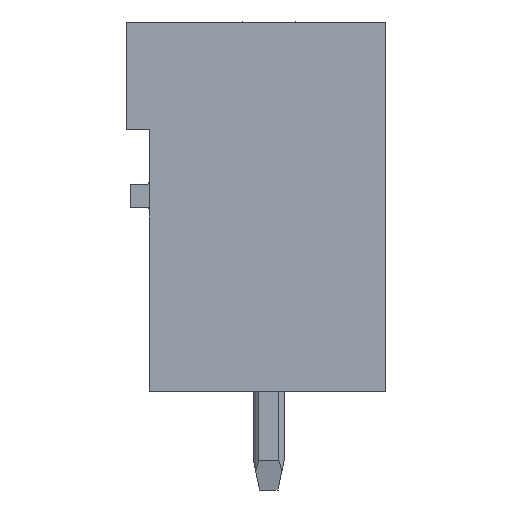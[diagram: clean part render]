
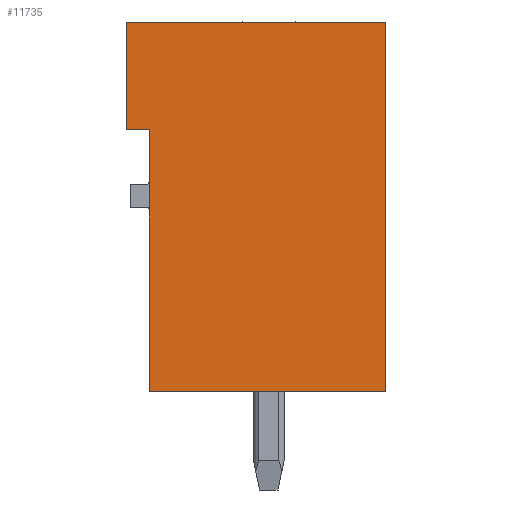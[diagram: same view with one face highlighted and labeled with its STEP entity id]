
A CAD part, left-side view. The second image highlights one B-rep face of the part: STEP entity #11735.
In plain terms, the highlighted planar face has unit normal (-1, 0, 0).
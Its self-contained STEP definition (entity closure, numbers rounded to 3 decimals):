
#11725=AXIS2_PLACEMENT_3D('Plane Axis2P3D',#11722,#11723,#11724) ;
#49=CARTESIAN_POINT('Vertex',(0.,0.,15.2)) ;
#52=CARTESIAN_POINT('Line Origine',(0.,0.,9.2)) ;
#56=CARTESIAN_POINT('Vertex',(0.,0.,3.2)) ;
#151=CARTESIAN_POINT('Vertex',(0.,8.43,15.2)) ;
#154=CARTESIAN_POINT('Line Origine',(0.,4.215,15.2)) ;
#2019=CARTESIAN_POINT('Vertex',(0.,8.43,11.7)) ;
#2022=CARTESIAN_POINT('Line Origine',(0.,8.43,13.45)) ;
#2749=CARTESIAN_POINT('Vertex',(0.,7.68,3.2)) ;
#2752=CARTESIAN_POINT('Line Origine',(0.,7.68,7.45)) ;
#2756=CARTESIAN_POINT('Vertex',(0.,7.68,11.7)) ;
#3181=CARTESIAN_POINT('Line Origine',(0.,3.84,3.2)) ;
#11670=CARTESIAN_POINT('Line Origine',(0.,8.055,11.7)) ;
#11722=CARTESIAN_POINT('Axis2P3D Location',(0.,0.,0.)) ;
#53=DIRECTION('Vector Direction',(0.,0.,-1.)) ;
#155=DIRECTION('Vector Direction',(0.,-1.,0.)) ;
#2023=DIRECTION('Vector Direction',(0.,0.,-1.)) ;
#2753=DIRECTION('Vector Direction',(0.,0.,-1.)) ;
#3182=DIRECTION('Vector Direction',(0.,1.,0.)) ;
#11671=DIRECTION('Vector Direction',(0.,-1.,0.)) ;
#11723=DIRECTION('Axis2P3D Direction',(-1.,0.,0.)) ;
#11724=DIRECTION('Axis2P3D XDirection',(0.,0.,1.)) ;
#54=VECTOR('Line Direction',#53,1.) ;
#156=VECTOR('Line Direction',#155,1.) ;
#2024=VECTOR('Line Direction',#2023,1.) ;
#2754=VECTOR('Line Direction',#2753,1.) ;
#3183=VECTOR('Line Direction',#3182,1.) ;
#11672=VECTOR('Line Direction',#11671,1.) ;
#11728=ORIENTED_EDGE('',*,*,#158,.T.) ;
#11729=ORIENTED_EDGE('',*,*,#2026,.T.) ;
#11730=ORIENTED_EDGE('',*,*,#11674,.T.) ;
#11731=ORIENTED_EDGE('',*,*,#2758,.T.) ;
#11732=ORIENTED_EDGE('',*,*,#3185,.T.) ;
#11733=ORIENTED_EDGE('',*,*,#58,.T.) ;
#11735=ADVANCED_FACE('HOUSING',(#11734),#11726,.T.) ;
#58=EDGE_CURVE('',#57,#50,#55,.F.) ;
#158=EDGE_CURVE('',#50,#152,#157,.F.) ;
#2026=EDGE_CURVE('',#152,#2020,#2025,.T.) ;
#2758=EDGE_CURVE('',#2757,#2750,#2755,.T.) ;
#3185=EDGE_CURVE('',#2750,#57,#3184,.F.) ;
#11674=EDGE_CURVE('',#2020,#2757,#11673,.T.) ;
#11727=EDGE_LOOP('',(#11728,#11729,#11730,#11731,#11732,#11733)) ;
#11734=FACE_OUTER_BOUND('',#11727,.T.) ;
#55=LINE('Line',#52,#54) ;
#157=LINE('Line',#154,#156) ;
#2025=LINE('Line',#2022,#2024) ;
#2755=LINE('Line',#2752,#2754) ;
#3184=LINE('Line',#3181,#3183) ;
#11673=LINE('Line',#11670,#11672) ;
#11726=PLANE('',#11725) ;
#50=VERTEX_POINT('',#49) ;
#57=VERTEX_POINT('',#56) ;
#152=VERTEX_POINT('',#151) ;
#2020=VERTEX_POINT('',#2019) ;
#2750=VERTEX_POINT('',#2749) ;
#2757=VERTEX_POINT('',#2756) ;
